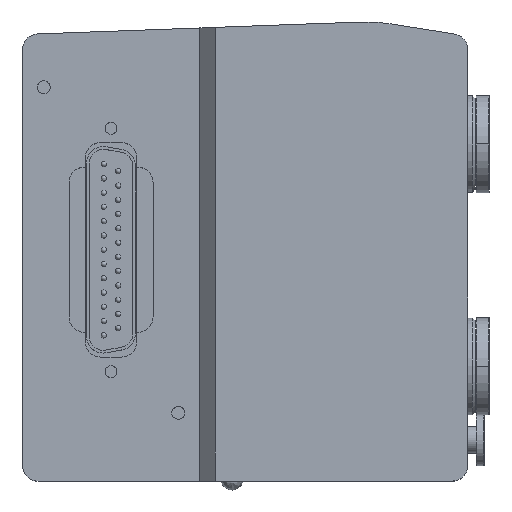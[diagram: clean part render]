
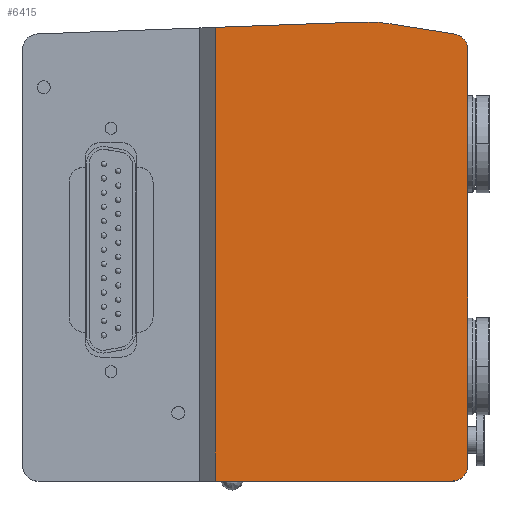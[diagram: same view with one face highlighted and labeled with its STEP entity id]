
A CAD part, top view. The second image highlights one B-rep face of the part: STEP entity #6415.
In plain terms, the highlighted planar face has unit normal (0, 0, 1).
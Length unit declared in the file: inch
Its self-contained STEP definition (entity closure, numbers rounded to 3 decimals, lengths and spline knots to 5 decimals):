
#195 = EDGE_CURVE ( 'NONE', #16582, #2564, #11639, .T. ) ;
#495 = DIRECTION ( 'NONE',  ( 1., 0., 0. ) ) ;
#1481 = DIRECTION ( 'NONE',  ( 1., 0., 0. ) ) ;
#1722 = CARTESIAN_POINT ( 'NONE',  ( -0.11811, 3.2874, 0. ) ) ;
#1738 = EDGE_CURVE ( 'NONE', #21713, #10948, #23508, .T. ) ;
#1760 = AXIS2_PLACEMENT_3D ( 'NONE', #15028, #12898, #1481 ) ;
#2005 = ORIENTED_EDGE ( 'NONE', *, *, #195, .F. ) ;
#2086 = EDGE_CURVE ( 'NONE', #12075, #12348, #14310, .T. ) ;
#2397 = LINE ( 'NONE', #15955, #21221 ) ;
#2444 = ORIENTED_EDGE ( 'NONE', *, *, #8733, .T. ) ;
#2564 = VERTEX_POINT ( 'NONE', #14979 ) ;
#2675 = VECTOR ( 'NONE', #18593, 39.37008 ) ;
#3850 = DIRECTION ( 'NONE',  ( 0., 0., -1. ) ) ;
#4103 = DIRECTION ( 'NONE',  ( 0.342, 0.94, 0. ) ) ;
#4151 = ORIENTED_EDGE ( 'NONE', *, *, #2086, .F. ) ;
#4592 = CIRCLE ( 'NONE', #9813, 0.11811 ) ;
#4880 = CARTESIAN_POINT ( 'NONE',  ( -0.00712, 3.3278, 0. ) ) ;
#5026 = ORIENTED_EDGE ( 'NONE', *, *, #17125, .F. ) ;
#5189 = DIRECTION ( 'NONE',  ( -1., 0., 0. ) ) ;
#5366 = EDGE_LOOP ( 'NONE', ( #22331, #5026, #2005, #2444, #7120, #6549, #23475, #4151, #18027, #18493 ) ) ;
#5885 = VECTOR ( 'NONE', #16311, 39.37008 ) ;
#5997 = DIRECTION ( 'NONE',  ( 0.999, 0.037, 0. ) ) ;
#6002 = LINE ( 'NONE', #15533, #18650 ) ;
#6283 = FACE_OUTER_BOUND ( 'NONE', #5366, .T. ) ;
#6415 = ADVANCED_FACE ( 'NONE', ( #6283 ), #13939, .T. ) ;
#6549 = ORIENTED_EDGE ( 'NONE', *, *, #17949, .F. ) ;
#6958 = CARTESIAN_POINT ( 'NONE',  ( -0.00712, 0.07771, 0. ) ) ;
#7052 = AXIS2_PLACEMENT_3D ( 'NONE', #1722, #3850, #22826 ) ;
#7120 = ORIENTED_EDGE ( 'NONE', *, *, #11929, .F. ) ;
#7535 = LINE ( 'NONE', #18719, #2675 ) ;
#7944 = CARTESIAN_POINT ( 'NONE',  ( -0.09971, 3.40407, 0. ) ) ;
#8446 = DIRECTION ( 'NONE',  ( 0.988, -0.156, 0. ) ) ;
#8528 = VECTOR ( 'NONE', #5997, 39.37008 ) ;
#8733 = EDGE_CURVE ( 'NONE', #16582, #15492, #2397, .T. ) ;
#9694 = DIRECTION ( 'NONE',  ( 0., 0., -1. ) ) ;
#9813 = AXIS2_PLACEMENT_3D ( 'NONE', #10711, #9694, #16967 ) ;
#9884 = VECTOR ( 'NONE', #8446, 39.37008 ) ;
#10058 = CARTESIAN_POINT ( 'NONE',  ( -1.92126, 3.4549, 0. ) ) ;
#10381 = CARTESIAN_POINT ( 'NONE',  ( -0.5916, 3.48164, 0. ) ) ;
#10711 = CARTESIAN_POINT ( 'NONE',  ( -0.11811, 0.11811, 0. ) ) ;
#10948 = VERTEX_POINT ( 'NONE', #7944 ) ;
#11318 = EDGE_CURVE ( 'NONE', #20200, #12348, #6002, .T. ) ;
#11639 = LINE ( 'NONE', #23071, #8528 ) ;
#11709 = VERTEX_POINT ( 'NONE', #15138 ) ;
#11929 = EDGE_CURVE ( 'NONE', #11709, #15492, #18762, .T. ) ;
#12075 = VERTEX_POINT ( 'NONE', #18887 ) ;
#12229 = CIRCLE ( 'NONE', #7052, 0.11811 ) ;
#12348 = VERTEX_POINT ( 'NONE', #24114 ) ;
#12664 = VERTEX_POINT ( 'NONE', #4880 ) ;
#12898 = DIRECTION ( 'NONE',  ( 0., 0., -1. ) ) ;
#13380 = CIRCLE ( 'NONE', #1760, 1.1811 ) ;
#13939 = PLANE ( 'NONE',  #20831 ) ;
#14310 = LINE ( 'NONE', #20327, #5885 ) ;
#14322 = DIRECTION ( 'NONE',  ( 0., -1., 0. ) ) ;
#14732 = CARTESIAN_POINT ( 'NONE',  ( -3.27165, 0., 0. ) ) ;
#14979 = CARTESIAN_POINT ( 'NONE',  ( -0.81881, 3.49527, 0. ) ) ;
#15028 = CARTESIAN_POINT ( 'NONE',  ( -0.77559, 2.31496, 0. ) ) ;
#15138 = CARTESIAN_POINT ( 'NONE',  ( -0.11811, 0., 0. ) ) ;
#15492 = VERTEX_POINT ( 'NONE', #17338 ) ;
#15533 = CARTESIAN_POINT ( 'NONE',  ( -0.00712, 0.07771, 0. ) ) ;
#15955 = CARTESIAN_POINT ( 'NONE',  ( -1.92126, 0.11811, 0. ) ) ;
#16066 = DIRECTION ( 'NONE',  ( 0., 0., 1. ) ) ;
#16311 = DIRECTION ( 'NONE',  ( 0., -1., 0. ) ) ;
#16352 = VECTOR ( 'NONE', #5189, 39.37008 ) ;
#16582 = VERTEX_POINT ( 'NONE', #10058 ) ;
#16967 = DIRECTION ( 'NONE',  ( 1., 0., 0. ) ) ;
#17125 = EDGE_CURVE ( 'NONE', #2564, #21713, #13380, .T. ) ;
#17338 = CARTESIAN_POINT ( 'NONE',  ( -1.92126, 0., 0. ) ) ;
#17949 = EDGE_CURVE ( 'NONE', #20200, #11709, #4592, .T. ) ;
#18027 = ORIENTED_EDGE ( 'NONE', *, *, #22115, .T. ) ;
#18493 = ORIENTED_EDGE ( 'NONE', *, *, #18739, .F. ) ;
#18593 = DIRECTION ( 'NONE',  ( -0.342, 0.94, 0. ) ) ;
#18650 = VECTOR ( 'NONE', #4103, 39.37008 ) ;
#18719 = CARTESIAN_POINT ( 'NONE',  ( 0., 3.30823, 0. ) ) ;
#18739 = EDGE_CURVE ( 'NONE', #10948, #12664, #12229, .T. ) ;
#18762 = LINE ( 'NONE', #14732, #16352 ) ;
#18887 = CARTESIAN_POINT ( 'NONE',  ( 0., 3.30823, 0. ) ) ;
#20200 = VERTEX_POINT ( 'NONE', #6958 ) ;
#20327 = CARTESIAN_POINT ( 'NONE',  ( 0., 0.09728, 0. ) ) ;
#20831 = AXIS2_PLACEMENT_3D ( 'NONE', #21479, #16066, #495 ) ;
#21221 = VECTOR ( 'NONE', #14322, 39.37008 ) ;
#21479 = CARTESIAN_POINT ( 'NONE',  ( -3.27165, 0.11811, 0. ) ) ;
#21713 = VERTEX_POINT ( 'NONE', #10381 ) ;
#22115 = EDGE_CURVE ( 'NONE', #12075, #12664, #7535, .T. ) ;
#22331 = ORIENTED_EDGE ( 'NONE', *, *, #1738, .F. ) ;
#22826 = DIRECTION ( 'NONE',  ( 1., 0., 0. ) ) ;
#23071 = CARTESIAN_POINT ( 'NONE',  ( -0.81881, 3.49527, 0. ) ) ;
#23382 = CARTESIAN_POINT ( 'NONE',  ( -0.09971, 3.40407, 0. ) ) ;
#23475 = ORIENTED_EDGE ( 'NONE', *, *, #11318, .T. ) ;
#23508 = LINE ( 'NONE', #23382, #9884 ) ;
#24114 = CARTESIAN_POINT ( 'NONE',  ( 0., 0.09728, 0. ) ) ;
